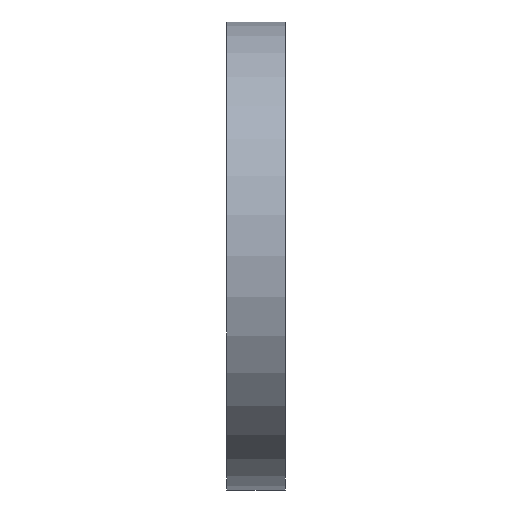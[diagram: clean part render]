
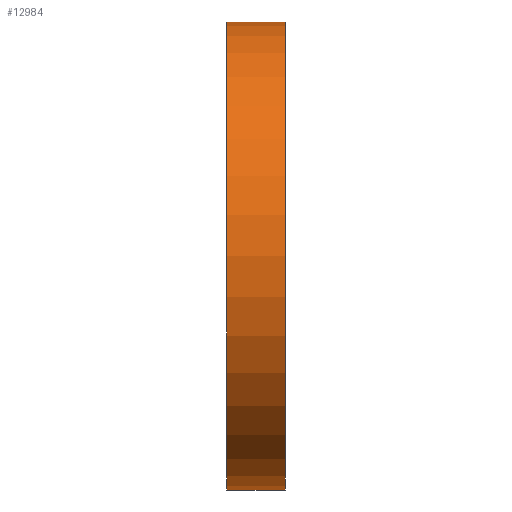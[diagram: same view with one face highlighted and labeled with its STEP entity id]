
A CAD part, left-side view. The second image highlights one B-rep face of the part: STEP entity #12984.
In plain terms, the highlighted cylindrical face has radius 40 mm (diameter 80 mm), a partial arc.
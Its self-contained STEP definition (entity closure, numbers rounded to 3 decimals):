
#146 = ORIENTED_EDGE ( 'NONE', *, *, #13898, .T. ) ;
#305 = DIRECTION ( 'NONE',  ( 0., -1., 0. ) ) ;
#717 = CARTESIAN_POINT ( 'NONE',  ( 0., 5., 40. ) ) ;
#1251 = VERTEX_POINT ( 'NONE', #7572 ) ;
#1351 = FACE_OUTER_BOUND ( 'NONE', #1426, .T. ) ;
#1357 = CARTESIAN_POINT ( 'NONE',  ( 0., 5., 40. ) ) ;
#1426 = EDGE_LOOP ( 'NONE', ( #2041, #7295, #146, #10840 ) ) ;
#1918 = CARTESIAN_POINT ( 'NONE',  ( 0., -5., 40. ) ) ;
#2009 = EDGE_CURVE ( 'NONE', #11713, #8211, #14900, .T. ) ;
#2041 = ORIENTED_EDGE ( 'NONE', *, *, #2009, .F. ) ;
#2853 = AXIS2_PLACEMENT_3D ( 'NONE', #14639, #3664, #10884 ) ;
#3664 = DIRECTION ( 'NONE',  ( 0., 1., 0. ) ) ;
#3890 = CIRCLE ( 'NONE', #2853, 40. ) ;
#3914 = CARTESIAN_POINT ( 'NONE',  ( 0., 5., 0. ) ) ;
#7276 = VERTEX_POINT ( 'NONE', #8815 ) ;
#7295 = ORIENTED_EDGE ( 'NONE', *, *, #8071, .F. ) ;
#7562 = DIRECTION ( 'NONE',  ( 0., 0., -1. ) ) ;
#7566 = EDGE_CURVE ( 'NONE', #7276, #8211, #3890, .T. ) ;
#7572 = CARTESIAN_POINT ( 'NONE',  ( 0., 5., -40. ) ) ;
#7720 = DIRECTION ( 'NONE',  ( 0., 1., 0. ) ) ;
#8071 = EDGE_CURVE ( 'NONE', #1251, #11713, #14583, .T. ) ;
#8211 = VERTEX_POINT ( 'NONE', #1918 ) ;
#8546 = VECTOR ( 'NONE', #10005, 1000. ) ;
#8815 = CARTESIAN_POINT ( 'NONE',  ( 0., -5., -40. ) ) ;
#10005 = DIRECTION ( 'NONE',  ( 0., -1., 0. ) ) ;
#10840 = ORIENTED_EDGE ( 'NONE', *, *, #7566, .T. ) ;
#10884 = DIRECTION ( 'NONE',  ( 0., 0., 1. ) ) ;
#11114 = DIRECTION ( 'NONE',  ( 0., 0., 1. ) ) ;
#11311 = CARTESIAN_POINT ( 'NONE',  ( 0., 5., 0. ) ) ;
#11325 = LINE ( 'NONE', #15359, #15068 ) ;
#11704 = DIRECTION ( 'NONE',  ( 0., -1., 0. ) ) ;
#11713 = VERTEX_POINT ( 'NONE', #717 ) ;
#12597 = AXIS2_PLACEMENT_3D ( 'NONE', #3914, #7720, #11114 ) ;
#12984 = ADVANCED_FACE ( 'NONE', ( #1351 ), #13391, .T. ) ;
#13391 = CYLINDRICAL_SURFACE ( 'NONE', #14721, 40. ) ;
#13898 = EDGE_CURVE ( 'NONE', #1251, #7276, #11325, .T. ) ;
#14583 = CIRCLE ( 'NONE', #12597, 40. ) ;
#14639 = CARTESIAN_POINT ( 'NONE',  ( 0., -5., 0. ) ) ;
#14721 = AXIS2_PLACEMENT_3D ( 'NONE', #11311, #305, #7562 ) ;
#14900 = LINE ( 'NONE', #1357, #8546 ) ;
#15068 = VECTOR ( 'NONE', #11704, 1000. ) ;
#15359 = CARTESIAN_POINT ( 'NONE',  ( 0., 5., -40. ) ) ;
